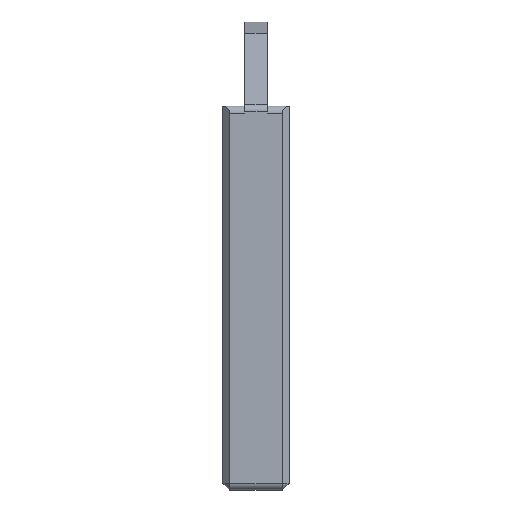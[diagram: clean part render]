
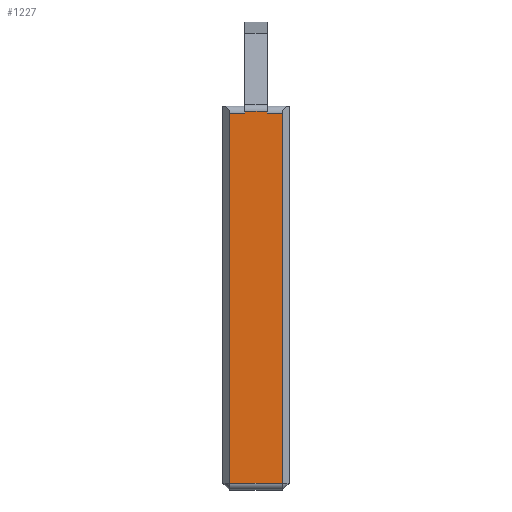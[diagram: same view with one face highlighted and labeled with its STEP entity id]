
A CAD part, front view. The second image highlights one B-rep face of the part: STEP entity #1227.
In plain terms, the highlighted planar face has unit normal (0, -1, 0).
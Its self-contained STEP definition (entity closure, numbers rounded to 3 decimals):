
#67=LINE('',#1692,#153);
#99=LINE('',#1789,#185);
#110=LINE('',#1815,#196);
#111=LINE('',#1816,#197);
#112=LINE('',#1818,#198);
#113=LINE('',#1820,#199);
#114=LINE('',#1822,#200);
#115=LINE('',#1824,#201);
#153=VECTOR('',#1407,1000.);
#185=VECTOR('',#1509,1000.);
#196=VECTOR('',#1540,1000.);
#197=VECTOR('',#1541,1000.);
#198=VECTOR('',#1542,1000.);
#199=VECTOR('',#1543,1000.);
#200=VECTOR('',#1544,1000.);
#201=VECTOR('',#1545,1000.);
#391=ORIENTED_EDGE('',*,*,#561,.T.);
#392=ORIENTED_EDGE('',*,*,#574,.T.);
#393=ORIENTED_EDGE('',*,*,#512,.T.);
#394=ORIENTED_EDGE('',*,*,#575,.T.);
#395=ORIENTED_EDGE('',*,*,#576,.T.);
#396=ORIENTED_EDGE('',*,*,#577,.F.);
#397=ORIENTED_EDGE('',*,*,#578,.T.);
#398=ORIENTED_EDGE('',*,*,#579,.T.);
#512=EDGE_CURVE('',#640,#641,#67,.T.);
#561=EDGE_CURVE('',#670,#669,#99,.T.);
#574=EDGE_CURVE('',#669,#640,#110,.T.);
#575=EDGE_CURVE('',#641,#675,#111,.T.);
#576=EDGE_CURVE('',#675,#676,#112,.T.);
#577=EDGE_CURVE('',#677,#676,#113,.T.);
#578=EDGE_CURVE('',#677,#678,#114,.T.);
#579=EDGE_CURVE('',#678,#670,#115,.T.);
#640=VERTEX_POINT('',#1693);
#641=VERTEX_POINT('',#1694);
#669=VERTEX_POINT('',#1788);
#670=VERTEX_POINT('',#1790);
#675=VERTEX_POINT('',#1817);
#676=VERTEX_POINT('',#1819);
#677=VERTEX_POINT('',#1821);
#678=VERTEX_POINT('',#1823);
#755=EDGE_LOOP('',(#391,#392,#393,#394,#395,#396,#397,#398));
#807=FACE_BOUND('',#755,.T.);
#843=PLANE('',#1317);
#1227=ADVANCED_FACE('',(#807),#843,.F.);
#1317=AXIS2_PLACEMENT_3D('',#1814,#1538,#1539);
#1407=DIRECTION('',(0.,0.,-1.));
#1509=DIRECTION('',(0.,0.,1.));
#1538=DIRECTION('',(0.,1.,0.));
#1539=DIRECTION('',(-1.,0.,0.));
#1540=DIRECTION('',(-1.,0.,0.));
#1541=DIRECTION('',(-1.,0.,0.));
#1542=DIRECTION('',(0.,0.,-1.));
#1543=DIRECTION('',(-1.,0.,0.));
#1544=DIRECTION('',(0.,0.,1.));
#1545=DIRECTION('',(-1.,0.,0.));
#1692=CARTESIAN_POINT('',(-1.588,-89.91,12.463));
#1693=CARTESIAN_POINT('',(-1.588,-89.91,11.882));
#1694=CARTESIAN_POINT('',(-1.588,-89.91,11.603));
#1788=CARTESIAN_POINT('',(1.588,-89.91,11.882));
#1789=CARTESIAN_POINT('',(1.588,-89.91,14.311));
#1790=CARTESIAN_POINT('',(1.588,-89.91,11.603));
#1814=CARTESIAN_POINT('',(61.077,-89.91,12.463));
#1815=CARTESIAN_POINT('',(-1.588,-89.91,11.882));
#1816=CARTESIAN_POINT('',(-3.763,-89.91,11.603));
#1817=CARTESIAN_POINT('',(-3.763,-89.91,11.603));
#1818=CARTESIAN_POINT('',(-3.763,-89.91,12.463));
#1819=CARTESIAN_POINT('',(-3.763,-89.91,-41.267));
#1820=CARTESIAN_POINT('',(4.763,-89.91,-41.267));
#1821=CARTESIAN_POINT('',(3.763,-89.91,-41.267));
#1822=CARTESIAN_POINT('',(3.763,-89.91,12.463));
#1823=CARTESIAN_POINT('',(3.763,-89.91,11.603));
#1824=CARTESIAN_POINT('',(1.588,-89.91,11.603));
